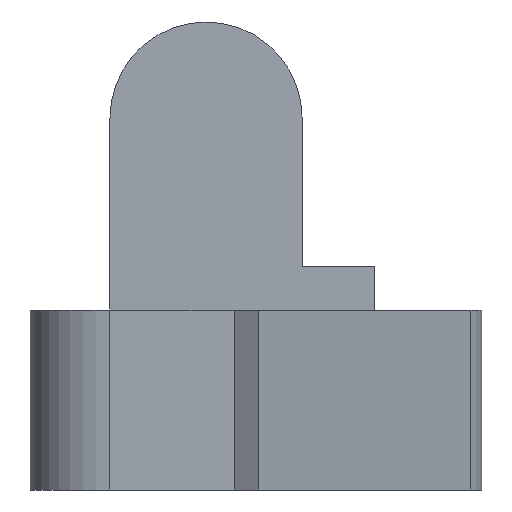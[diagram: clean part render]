
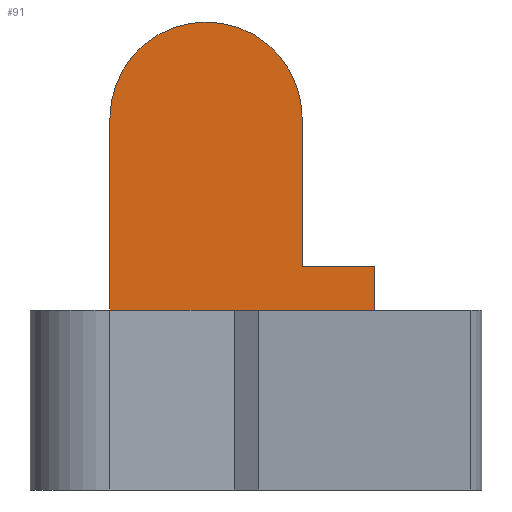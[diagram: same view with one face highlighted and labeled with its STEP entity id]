
A CAD part, left-side view. The second image highlights one B-rep face of the part: STEP entity #91.
In plain terms, the highlighted planar face has unit normal (-1, 0, 0).
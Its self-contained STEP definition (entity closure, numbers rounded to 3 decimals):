
#32 = LINE ( 'NONE', #145, #619 ) ;
#37 = VECTOR ( 'NONE', #40, 1000. ) ;
#40 = DIRECTION ( 'NONE',  ( 0., -1., 0. ) ) ;
#41 = EDGE_CURVE ( 'NONE', #154, #292, #540, .T. ) ;
#44 = CARTESIAN_POINT ( 'NONE',  ( -0.275, -0.964, 1.014 ) ) ;
#65 = CARTESIAN_POINT ( 'NONE',  ( -0.275, 0.075, 3.312 ) ) ;
#70 = VECTOR ( 'NONE', #425, 1000. ) ;
#79 = AXIS2_PLACEMENT_3D ( 'NONE', #505, #656, #224 ) ;
#91 = ADVANCED_FACE ( 'NONE', ( #388 ), #275, .T. ) ;
#96 = VECTOR ( 'NONE', #148, 1000. ) ;
#104 = AXIS2_PLACEMENT_3D ( 'NONE', #65, #606, #453 ) ;
#121 = ORIENTED_EDGE ( 'NONE', *, *, #140, .T. ) ;
#140 = EDGE_CURVE ( 'NONE', #161, #245, #487, .T. ) ;
#145 = CARTESIAN_POINT ( 'NONE',  ( -0.275, -0.964, 1.014 ) ) ;
#148 = DIRECTION ( 'NONE',  ( 0., 0., -1. ) ) ;
#149 = DIRECTION ( 'NONE',  ( 0., 0., -1. ) ) ;
#153 = CARTESIAN_POINT ( 'NONE',  ( -0.275, 0.669, 2.126 ) ) ;
#154 = VERTEX_POINT ( 'NONE', #170 ) ;
#158 = CARTESIAN_POINT ( 'NONE',  ( -0.275, -0.519, 2.393 ) ) ;
#161 = VERTEX_POINT ( 'NONE', #359 ) ;
#164 = EDGE_LOOP ( 'NONE', ( #375, #121, #526, #632, #205, #625, #372 ) ) ;
#170 = CARTESIAN_POINT ( 'NONE',  ( -0.275, -0.964, 2.393 ) ) ;
#201 = LINE ( 'NONE', #636, #96 ) ;
#205 = ORIENTED_EDGE ( 'NONE', *, *, #206, .F. ) ;
#206 = EDGE_CURVE ( 'NONE', #292, #588, #32, .T. ) ;
#224 = DIRECTION ( 'NONE',  ( 0., -1., 0. ) ) ;
#230 = EDGE_CURVE ( 'NONE', #476, #154, #236, .T. ) ;
#236 = LINE ( 'NONE', #685, #37 ) ;
#243 = VECTOR ( 'NONE', #488, 1000. ) ;
#245 = VERTEX_POINT ( 'NONE', #616 ) ;
#275 = PLANE ( 'NONE',  #79 ) ;
#292 = VERTEX_POINT ( 'NONE', #44 ) ;
#299 = EDGE_CURVE ( 'NONE', #161, #476, #201, .T. ) ;
#315 = VECTOR ( 'NONE', #149, 1000. ) ;
#319 = CARTESIAN_POINT ( 'NONE',  ( -0.275, -0.964, 2.126 ) ) ;
#338 = LINE ( 'NONE', #610, #243 ) ;
#359 = CARTESIAN_POINT ( 'NONE',  ( -0.275, -0.519, 3.312 ) ) ;
#372 = ORIENTED_EDGE ( 'NONE', *, *, #230, .F. ) ;
#375 = ORIENTED_EDGE ( 'NONE', *, *, #299, .F. ) ;
#388 = FACE_OUTER_BOUND ( 'NONE', #164, .T. ) ;
#419 = VERTEX_POINT ( 'NONE', #153 ) ;
#425 = DIRECTION ( 'NONE',  ( 0., 0., -1. ) ) ;
#429 = CARTESIAN_POINT ( 'NONE',  ( -0.275, 0.669, 1.014 ) ) ;
#453 = DIRECTION ( 'NONE',  ( 0., -1., 0. ) ) ;
#476 = VERTEX_POINT ( 'NONE', #158 ) ;
#487 = CIRCLE ( 'NONE', #104, 0.594 ) ;
#488 = DIRECTION ( 'NONE',  ( 0., 0., -1. ) ) ;
#505 = CARTESIAN_POINT ( 'NONE',  ( -0.275, -0.964, 2.126 ) ) ;
#525 = CARTESIAN_POINT ( 'NONE',  ( -0.275, 0.669, 3.906 ) ) ;
#526 = ORIENTED_EDGE ( 'NONE', *, *, #544, .T. ) ;
#533 = EDGE_CURVE ( 'NONE', #419, #588, #338, .T. ) ;
#540 = LINE ( 'NONE', #319, #70 ) ;
#544 = EDGE_CURVE ( 'NONE', #245, #419, #628, .T. ) ;
#588 = VERTEX_POINT ( 'NONE', #429 ) ;
#606 = DIRECTION ( 'NONE',  ( -1., 0., 0. ) ) ;
#610 = CARTESIAN_POINT ( 'NONE',  ( -0.275, 0.669, 2.126 ) ) ;
#616 = CARTESIAN_POINT ( 'NONE',  ( -0.275, 0.669, 3.312 ) ) ;
#619 = VECTOR ( 'NONE', #673, 1000. ) ;
#625 = ORIENTED_EDGE ( 'NONE', *, *, #41, .F. ) ;
#628 = LINE ( 'NONE', #525, #315 ) ;
#632 = ORIENTED_EDGE ( 'NONE', *, *, #533, .T. ) ;
#636 = CARTESIAN_POINT ( 'NONE',  ( -0.275, -0.519, 2.126 ) ) ;
#656 = DIRECTION ( 'NONE',  ( -1., 0., 0. ) ) ;
#673 = DIRECTION ( 'NONE',  ( 0., 1., 0. ) ) ;
#685 = CARTESIAN_POINT ( 'NONE',  ( -0.275, -0.964, 2.393 ) ) ;
